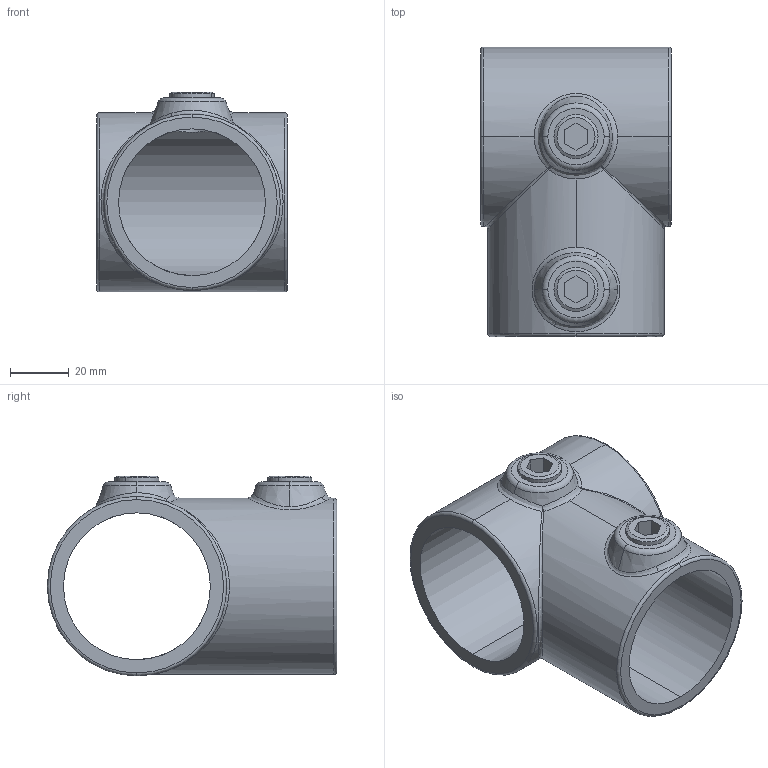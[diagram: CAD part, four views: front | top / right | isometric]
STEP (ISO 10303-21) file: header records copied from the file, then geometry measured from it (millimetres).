
FILE_DESCRIPTION (( 'STEP AP203' ), '1' );
FILE_NAME ('T10100.STEP', '2018-03-26T08:38:22', ( '' ), ( '' ), 'SwSTEP 2.0', 'SolidWorks 2016', '' );
FILE_SCHEMA (( 'CONFIG_CONTROL_DESIGN' ));
Length unit declared in the file: millimetre
Products named in the file (3): T19300; T10100
Assembly tree (3 placements, depth 2):
  T10100
    T10100
    T19300  x2
Bounding box: 65 x 98.5 x 68 mm (x, y, z)
Volume: 93578.3 mm3; surface area: 39188.3 mm2
Topology: 3 solids, 3 shells, 71 faces, 172 edges, 104 vertices
Faces by surface type: plane 23, cylinder 17, cone 12, torus 10, bspline 9
Entity records: 3879 total; most frequent: CARTESIAN_POINT 2282, ORIENTED_EDGE 276, DIRECTION 259, EDGE_CURVE 138, AXIS2_PLACEMENT_3D 107, VERTEX_POINT 84, EDGE_LOOP 62, ADVANCED_FACE 56
